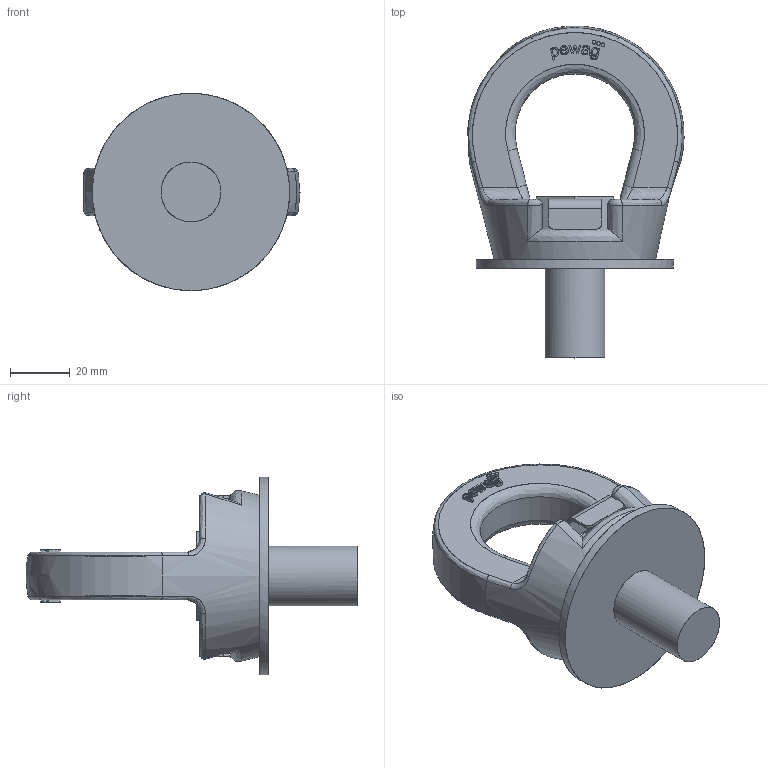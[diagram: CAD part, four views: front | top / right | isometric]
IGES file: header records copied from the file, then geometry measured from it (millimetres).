
Global section: file name: PLGW_PSA_M20.igs; native system: NX V11.0; preprocessor: SIEMENS PLM Software NX 11.0; date: 20181121.152733; units: millimetre
Bounding box: 72.29 x 111 x 66 mm (x, y, z)
Surface area: 23730.6 mm2 (no closed solid volume)
Topology: 0 solids, 0 shells, 240 faces, 1615 edges, 1612 vertices
Faces by surface type: bspline 240
